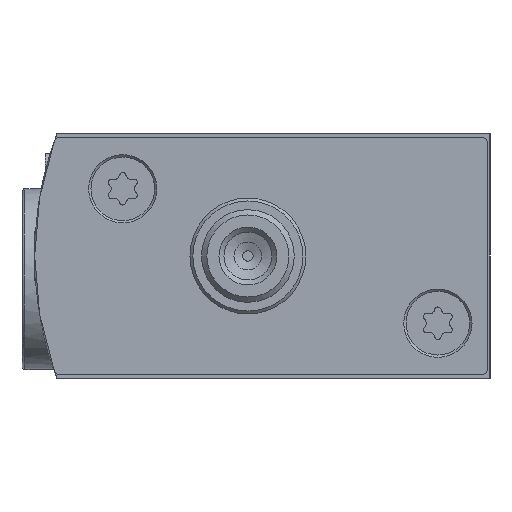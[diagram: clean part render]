
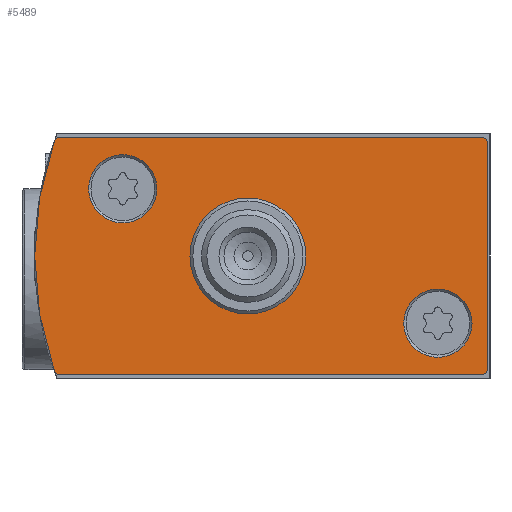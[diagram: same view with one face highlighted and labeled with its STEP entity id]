
A CAD part, left-side view. The second image highlights one B-rep face of the part: STEP entity #5489.
In plain terms, the highlighted planar face has unit normal (-1, 0, 0).
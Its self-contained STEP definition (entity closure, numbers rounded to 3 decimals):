
#539=LINE('',#9713,#1060);
#557=LINE('',#9750,#1078);
#562=LINE('',#9768,#1083);
#1060=VECTOR('',#8002,1000.);
#1078=VECTOR('',#8022,1000.);
#1083=VECTOR('',#8041,1000.);
#2281=ORIENTED_EDGE('',*,*,#3292,.F.);
#2282=ORIENTED_EDGE('',*,*,#3293,.T.);
#2283=ORIENTED_EDGE('',*,*,#3294,.T.);
#2284=ORIENTED_EDGE('',*,*,#3274,.F.);
#2285=ORIENTED_EDGE('',*,*,#3288,.F.);
#2286=ORIENTED_EDGE('',*,*,#3224,.F.);
#2287=ORIENTED_EDGE('',*,*,#3286,.F.);
#2288=ORIENTED_EDGE('',*,*,#3283,.F.);
#2289=ORIENTED_EDGE('',*,*,#3280,.F.);
#2290=ORIENTED_EDGE('',*,*,#3256,.F.);
#2291=ORIENTED_EDGE('',*,*,#3278,.F.);
#3224=EDGE_CURVE('',#3832,#3833,#4165,.T.);
#3256=EDGE_CURVE('',#3864,#3865,#539,.T.);
#3274=EDGE_CURVE('',#3882,#3883,#557,.T.);
#3278=EDGE_CURVE('',#3883,#3864,#4174,.T.);
#3280=EDGE_CURVE('',#3865,#3886,#4176,.T.);
#3283=EDGE_CURVE('',#3886,#3888,#562,.T.);
#3286=EDGE_CURVE('',#3888,#3832,#4178,.T.);
#3288=EDGE_CURVE('',#3833,#3882,#4180,.T.);
#3292=EDGE_CURVE('',#3892,#3892,#4184,.F.);
#3293=EDGE_CURVE('',#3893,#3893,#4185,.T.);
#3294=EDGE_CURVE('',#3894,#3894,#4186,.T.);
#3832=VERTEX_POINT('',#9640);
#3833=VERTEX_POINT('',#9641);
#3864=VERTEX_POINT('',#9714);
#3865=VERTEX_POINT('',#9715);
#3882=VERTEX_POINT('',#9751);
#3883=VERTEX_POINT('',#9752);
#3886=VERTEX_POINT('',#9763);
#3888=VERTEX_POINT('',#9769);
#3892=VERTEX_POINT('',#9786);
#3893=VERTEX_POINT('',#9788);
#3894=VERTEX_POINT('',#9790);
#4165=CIRCLE('',#6731,30.);
#4174=CIRCLE('',#6743,0.5);
#4176=CIRCLE('',#6746,0.5);
#4178=CIRCLE('',#6750,0.5);
#4180=CIRCLE('',#6753,0.5);
#4184=CIRCLE('',#6759,5.);
#4185=CIRCLE('',#6760,2.95);
#4186=CIRCLE('',#6761,2.95);
#4508=EDGE_LOOP('',(#2281));
#4509=EDGE_LOOP('',(#2282));
#4510=EDGE_LOOP('',(#2283));
#4511=EDGE_LOOP('',(#2284,#2285,#2286,#2287,#2288,#2289,#2290,#2291));
#4931=FACE_BOUND('',#4508,.T.);
#4932=FACE_BOUND('',#4509,.T.);
#4933=FACE_BOUND('',#4510,.T.);
#4934=FACE_BOUND('',#4511,.T.);
#5211=PLANE('',#6758);
#5489=ADVANCED_FACE('',(#4931,#4932,#4933,#4934),#5211,.F.);
#6731=AXIS2_PLACEMENT_3D('',#9639,#7962,#7963);
#6743=AXIS2_PLACEMENT_3D('',#9759,#8028,#8029);
#6746=AXIS2_PLACEMENT_3D('',#9762,#8034,#8035);
#6750=AXIS2_PLACEMENT_3D('',#9774,#8046,#8047);
#6753=AXIS2_PLACEMENT_3D('',#9777,#8052,#8053);
#6758=AXIS2_PLACEMENT_3D('',#9784,#8062,#8063);
#6759=AXIS2_PLACEMENT_3D('',#9785,#8064,#8065);
#6760=AXIS2_PLACEMENT_3D('',#9787,#8066,#8067);
#6761=AXIS2_PLACEMENT_3D('',#9789,#8068,#8069);
#7962=DIRECTION('',(1.,0.,0.));
#7963=DIRECTION('',(0.,0.,-1.));
#8002=DIRECTION('',(0.,0.,-1.));
#8022=DIRECTION('',(0.,-1.,0.));
#8028=DIRECTION('',(1.,0.,0.));
#8029=DIRECTION('',(0.,0.,-1.));
#8034=DIRECTION('',(1.,0.,0.));
#8035=DIRECTION('',(0.,0.,-1.));
#8041=DIRECTION('',(0.,1.,0.));
#8046=DIRECTION('',(1.,0.,0.));
#8047=DIRECTION('',(0.,0.,-1.));
#8052=DIRECTION('',(1.,0.,0.));
#8053=DIRECTION('',(0.,0.,-1.));
#8062=DIRECTION('',(1.,0.,0.));
#8063=DIRECTION('',(0.,0.,-1.));
#8064=DIRECTION('',(1.,0.,0.));
#8065=DIRECTION('',(0.,0.,-1.));
#8066=DIRECTION('',(1.,0.,0.));
#8067=DIRECTION('',(0.,0.,-1.));
#8068=DIRECTION('',(1.,0.,0.));
#8069=DIRECTION('',(0.,0.,-1.));
#9639=CARTESIAN_POINT('',(0.,9.3,0.));
#9640=CARTESIAN_POINT('',(0.,37.614,-9.915));
#9641=CARTESIAN_POINT('',(0.,37.614,9.915));
#9713=CARTESIAN_POINT('',(0.,0.2,9.75));
#9714=CARTESIAN_POINT('',(0.,0.2,9.75));
#9715=CARTESIAN_POINT('',(0.,0.2,-9.75));
#9750=CARTESIAN_POINT('',(0.,37.142,10.25));
#9751=CARTESIAN_POINT('',(0.,37.142,10.25));
#9752=CARTESIAN_POINT('',(0.,0.7,10.25));
#9759=CARTESIAN_POINT('',(0.,0.7,9.75));
#9762=CARTESIAN_POINT('',(0.,0.7,-9.75));
#9763=CARTESIAN_POINT('',(0.,0.7,-10.25));
#9768=CARTESIAN_POINT('',(0.,0.7,-10.25));
#9769=CARTESIAN_POINT('',(0.,37.142,-10.25));
#9774=CARTESIAN_POINT('',(0.,37.142,-9.75));
#9777=CARTESIAN_POINT('',(0.,37.142,9.75));
#9784=CARTESIAN_POINT('',(0.,0.7,9.75));
#9785=CARTESIAN_POINT('',(0.,20.9,0.));
#9786=CARTESIAN_POINT('',(0.,20.9,-5.));
#9787=CARTESIAN_POINT('',(0.,31.7,5.8));
#9788=CARTESIAN_POINT('',(0.,31.7,2.85));
#9789=CARTESIAN_POINT('',(0.,4.5,-5.8));
#9790=CARTESIAN_POINT('',(0.,4.5,-8.75));
